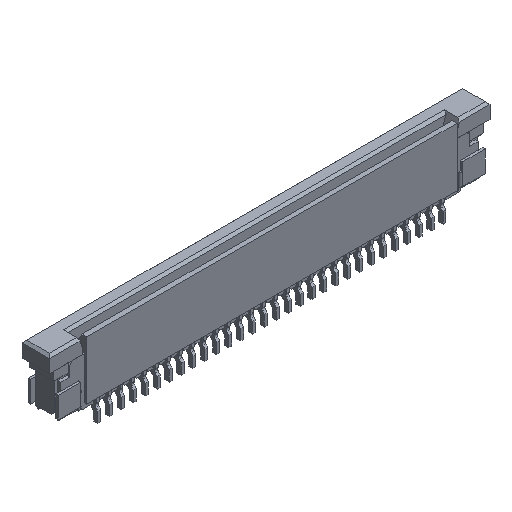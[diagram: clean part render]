
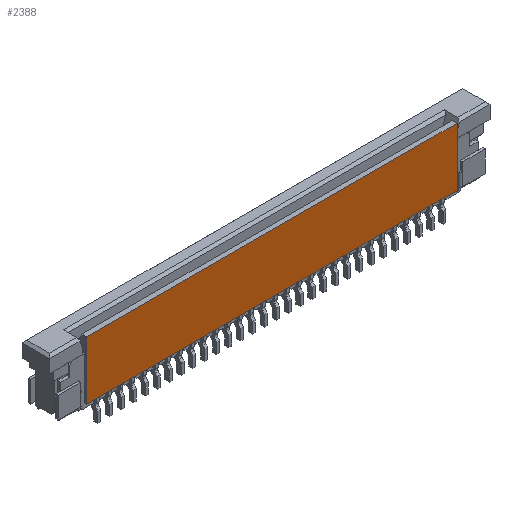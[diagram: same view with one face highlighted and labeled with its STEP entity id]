
A CAD part, isometric view. The second image highlights one B-rep face of the part: STEP entity #2388.
In plain terms, the highlighted planar face has unit normal (0, -1, 0).
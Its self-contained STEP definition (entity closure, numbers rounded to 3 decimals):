
#498 = CARTESIAN_POINT ( 'NONE',  ( 0., 0., 3.95 ) ) ;
#825 = VERTEX_POINT ( 'NONE', #4794 ) ;
#833 = EDGE_CURVE ( 'NONE', #2633, #1947, #7785, .T. ) ;
#959 = CARTESIAN_POINT ( 'NONE',  ( -15.55, 0., 3.95 ) ) ;
#1202 = VECTOR ( 'NONE', #7045, 1000. ) ;
#1947 = VERTEX_POINT ( 'NONE', #4981 ) ;
#2388 = ADVANCED_FACE ( 'NONE', ( #8846 ), #8939, .T. ) ;
#2413 = EDGE_CURVE ( 'NONE', #4707, #1947, #5205, .T. ) ;
#2503 = CARTESIAN_POINT ( 'NONE',  ( 15.55, 0., -0.95 ) ) ;
#2633 = VERTEX_POINT ( 'NONE', #7904 ) ;
#2661 = CARTESIAN_POINT ( 'NONE',  ( 0., 0., -0.95 ) ) ;
#2754 = DIRECTION ( 'NONE',  ( 1., 0., 0. ) ) ;
#2908 = DIRECTION ( 'NONE',  ( 1., 0., 0. ) ) ;
#3287 = ORIENTED_EDGE ( 'NONE', *, *, #4788, .F. ) ;
#4106 = LINE ( 'NONE', #2661, #6195 ) ;
#4707 = VERTEX_POINT ( 'NONE', #959 ) ;
#4788 = EDGE_CURVE ( 'NONE', #825, #4707, #8156, .T. ) ;
#4789 = ORIENTED_EDGE ( 'NONE', *, *, #833, .T. ) ;
#4794 = CARTESIAN_POINT ( 'NONE',  ( -15.55, 0., -0.95 ) ) ;
#4981 = CARTESIAN_POINT ( 'NONE',  ( 15.55, 0., 3.95 ) ) ;
#5069 = CARTESIAN_POINT ( 'NONE',  ( -15.55, 0., -0.95 ) ) ;
#5205 = LINE ( 'NONE', #498, #9233 ) ;
#5854 = CARTESIAN_POINT ( 'NONE',  ( 0., 0., -0.95 ) ) ;
#5906 = DIRECTION ( 'NONE',  ( 0., -1., 0. ) ) ;
#5951 = DIRECTION ( 'NONE',  ( 0., 0., -1. ) ) ;
#6021 = ORIENTED_EDGE ( 'NONE', *, *, #6492, .T. ) ;
#6195 = VECTOR ( 'NONE', #2754, 1000. ) ;
#6492 = EDGE_CURVE ( 'NONE', #825, #2633, #4106, .T. ) ;
#6575 = DIRECTION ( 'NONE',  ( 0., 0., 1. ) ) ;
#7022 = AXIS2_PLACEMENT_3D ( 'NONE', #5854, #5906, #5951 ) ;
#7045 = DIRECTION ( 'NONE',  ( 0., 0., 1. ) ) ;
#7785 = LINE ( 'NONE', #2503, #1202 ) ;
#7904 = CARTESIAN_POINT ( 'NONE',  ( 15.55, 0., -0.95 ) ) ;
#8156 = LINE ( 'NONE', #5069, #8332 ) ;
#8260 = ORIENTED_EDGE ( 'NONE', *, *, #2413, .F. ) ;
#8332 = VECTOR ( 'NONE', #6575, 1000. ) ;
#8846 = FACE_OUTER_BOUND ( 'NONE', #9750, .T. ) ;
#8939 = PLANE ( 'NONE',  #7022 ) ;
#9233 = VECTOR ( 'NONE', #2908, 1000. ) ;
#9750 = EDGE_LOOP ( 'NONE', ( #8260, #3287, #6021, #4789 ) ) ;
